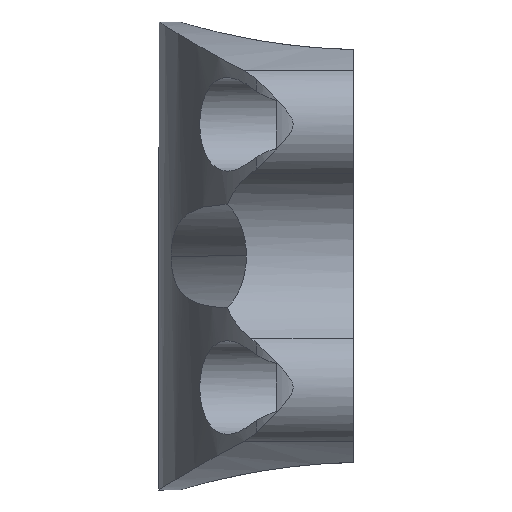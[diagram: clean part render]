
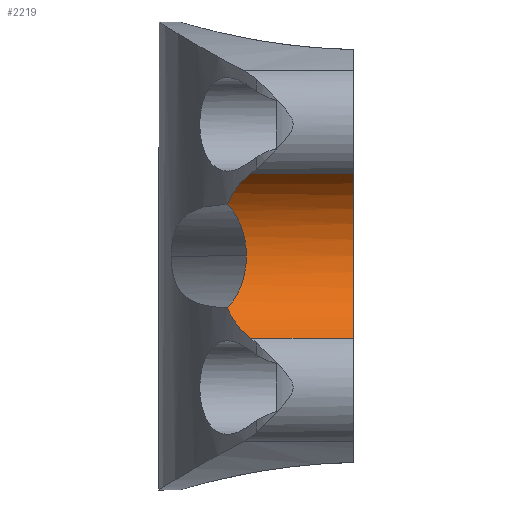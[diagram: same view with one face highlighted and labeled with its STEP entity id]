
A CAD part, left-side view. The second image highlights one B-rep face of the part: STEP entity #2219.
In plain terms, the highlighted cylindrical face has radius 9.161 mm (diameter 18.321 mm), a partial arc.
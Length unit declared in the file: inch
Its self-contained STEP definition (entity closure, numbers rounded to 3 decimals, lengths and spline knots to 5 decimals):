
#31 = CARTESIAN_POINT ( 'NONE',  ( -0.93992, 0.03937, -0.6675 ) ) ;
#104 = CARTESIAN_POINT ( 'NONE',  ( -0.82403, 0.5118, -0.78148 ) ) ;
#115 = EDGE_CURVE ( 'NONE', #1385, #2350, #1169, .T. ) ;
#127 = CARTESIAN_POINT ( 'NONE',  ( -0.7865, 0.46033, -1.0902 ) ) ;
#258 = ORIENTED_EDGE ( 'NONE', *, *, #1277, .F. ) ;
#259 = CARTESIAN_POINT ( 'NONE',  ( -0.83972, 0.50101, -0.7568 ) ) ;
#276 = CARTESIAN_POINT ( 'NONE',  ( -0.81654, 0.4999, -0.79365 ) ) ;
#316 = CARTESIAN_POINT ( 'NONE',  ( -0.77053, 0.44236, -1.02086 ) ) ;
#317 = CYLINDRICAL_SURFACE ( 'NONE', #742, 0.36066 ) ;
#330 = CARTESIAN_POINT ( 'NONE',  ( -0.91819, 0.44166, -1.26919 ) ) ;
#348 = VERTEX_POINT ( 'NONE', #478 ) ;
#391 = CARTESIAN_POINT ( 'NONE',  ( -0.93992, 0.42327, -0.6675 ) ) ;
#452 = CARTESIAN_POINT ( 'NONE',  ( -0.76772, 0.43935, -0.97494 ) ) ;
#466 = CARTESIAN_POINT ( 'NONE',  ( -0.80924, 0.4893, -0.80682 ) ) ;
#469 = VERTEX_POINT ( 'NONE', #1078 ) ;
#472 = CARTESIAN_POINT ( 'NONE',  ( -0.89732, 0.45824, -0.69671 ) ) ;
#473 = B_SPLINE_CURVE_WITH_KNOTS ( 'NONE', 3,
 ( #1980, #259, #864, #472, #2149, #1232 ),
 .UNSPECIFIED., .F., .F.,
 ( 4, 2, 4 ),
 ( 0.01527, 0.01763, 0.01998 ),
 .UNSPECIFIED. ) ;
#478 = CARTESIAN_POINT ( 'NONE',  ( -0.76772, 0.43935, -0.97494 ) ) ;
#503 = FACE_OUTER_BOUND ( 'NONE', #2064, .T. ) ;
#509 = CARTESIAN_POINT ( 'NONE',  ( -0.82395, 0.51186, -1.1684 ) ) ;
#511 = CARTESIAN_POINT ( 'NONE',  ( -0.81651, 0.50002, -1.15631 ) ) ;
#522 = CARTESIAN_POINT ( 'NONE',  ( -0.78938, 0.46375, -1.0984 ) ) ;
#548 = ORIENTED_EDGE ( 'NONE', *, *, #115, .F. ) ;
#564 = CARTESIAN_POINT ( 'NONE',  ( -0.93992, 0.76772, -1.2825 ) ) ;
#571 = B_SPLINE_CURVE_WITH_KNOTS ( 'NONE', 3,
 ( #2054, #330, #1648, #1082, #741, #2426, #1294, #1486 ),
 .UNSPECIFIED., .F., .F.,
 ( 4, 2, 2, 4 ),
 ( 0., 0.00237, 0.00355, 0.00473 ),
 .UNSPECIFIED. ) ;
#636 = CARTESIAN_POINT ( 'NONE',  ( -0.77054, 0.44234, -0.92907 ) ) ;
#640 = ORIENTED_EDGE ( 'NONE', *, *, #1290, .F. ) ;
#644 = B_SPLINE_CURVE_WITH_KNOTS ( 'NONE', 3,
 ( #452, #2360, #2322, #2143, #636, #2310, #2154, #1204, #1590, #1383, #2334, #1770, #466, #276, #1029, #659 ),
 .UNSPECIFIED., .F., .F.,
 ( 4, 2, 2, 2, 2, 2, 2, 4 ),
 ( 0.00697, 0.00767, 0.00837, 0.00977, 0.01047, 0.01117, 0.01187, 0.01257 ),
 .UNSPECIFIED. ) ;
#659 = CARTESIAN_POINT ( 'NONE',  ( -0.82403, 0.5118, -0.78148 ) ) ;
#698 = CARTESIAN_POINT ( 'NONE',  ( -0.77873, 0.45131, -1.06516 ) ) ;
#734 = CARTESIAN_POINT ( 'NONE',  ( -0.76772, 0.43935, -0.98411 ) ) ;
#735 = DIRECTION ( 'NONE',  ( 0., 0., -1. ) ) ;
#741 = CARTESIAN_POINT ( 'NONE',  ( -0.85823, 0.48761, -1.21437 ) ) ;
#742 = AXIS2_PLACEMENT_3D ( 'NONE', #1069, #1276, #735 ) ;
#789 = CARTESIAN_POINT ( 'NONE',  ( -0.93992, 0.76772, -0.6675 ) ) ;
#790 = ORIENTED_EDGE ( 'NONE', *, *, #866, .F. ) ;
#800 = DIRECTION ( 'NONE',  ( 0., -1., 0. ) ) ;
#844 = EDGE_CURVE ( 'NONE', #1134, #1385, #473, .T. ) ;
#864 = CARTESIAN_POINT ( 'NONE',  ( -0.85777, 0.48816, -0.73499 ) ) ;
#866 = EDGE_CURVE ( 'NONE', #469, #1584, #571, .T. ) ;
#917 = B_SPLINE_CURVE_WITH_KNOTS ( 'NONE', 3,
 ( #1468, #2384, #511, #1628, #1820, #2179, #2207, #522, #127, #698, #2372, #316, #1079, #1615, #734, #1832 ),
 .UNSPECIFIED., .F., .F.,
 ( 4, 2, 2, 2, 2, 2, 2, 4 ),
 ( 0.00139, 0.00209, 0.00278, 0.00348, 0.00418, 0.00558, 0.00628, 0.00697 ),
 .UNSPECIFIED. ) ;
#1017 = VECTOR ( 'NONE', #2066, 39.37008 ) ;
#1029 = CARTESIAN_POINT ( 'NONE',  ( -0.8203, 0.50566, -0.78735 ) ) ;
#1069 = CARTESIAN_POINT ( 'NONE',  ( -1.12837, 0.76772, -0.975 ) ) ;
#1078 = CARTESIAN_POINT ( 'NONE',  ( -0.93992, 0.42327, -1.2825 ) ) ;
#1079 = CARTESIAN_POINT ( 'NONE',  ( -0.76947, 0.44122, -1.01165 ) ) ;
#1082 = CARTESIAN_POINT ( 'NONE',  ( -0.8678, 0.48057, -1.22472 ) ) ;
#1134 = VERTEX_POINT ( 'NONE', #104 ) ;
#1167 = VECTOR ( 'NONE', #800, 39.37008 ) ;
#1169 = LINE ( 'NONE', #789, #1167 ) ;
#1204 = CARTESIAN_POINT ( 'NONE',  ( -0.78654, 0.46031, -0.85967 ) ) ;
#1211 = AXIS2_PLACEMENT_3D ( 'NONE', #1643, #1288, #1253 ) ;
#1232 = CARTESIAN_POINT ( 'NONE',  ( -0.93992, 0.42327, -0.6675 ) ) ;
#1253 = DIRECTION ( 'NONE',  ( 0., 0., 1. ) ) ;
#1276 = DIRECTION ( 'NONE',  ( 0., -1., 0. ) ) ;
#1277 = EDGE_CURVE ( 'NONE', #1584, #348, #917, .T. ) ;
#1288 = DIRECTION ( 'NONE',  ( 0., 1., 0. ) ) ;
#1290 = EDGE_CURVE ( 'NONE', #2350, #1874, #1328, .T. ) ;
#1294 = CARTESIAN_POINT ( 'NONE',  ( -0.83174, 0.50651, -1.18065 ) ) ;
#1328 = CIRCLE ( 'NONE', #1211, 0.36066 ) ;
#1383 = CARTESIAN_POINT ( 'NONE',  ( -0.79558, 0.47127, -0.83573 ) ) ;
#1385 = VERTEX_POINT ( 'NONE', #391 ) ;
#1468 = CARTESIAN_POINT ( 'NONE',  ( -0.82395, 0.51186, -1.1684 ) ) ;
#1486 = CARTESIAN_POINT ( 'NONE',  ( -0.82395, 0.51186, -1.1684 ) ) ;
#1511 = LINE ( 'NONE', #564, #1017 ) ;
#1584 = VERTEX_POINT ( 'NONE', #509 ) ;
#1590 = CARTESIAN_POINT ( 'NONE',  ( -0.78942, 0.46372, -0.85148 ) ) ;
#1592 = ORIENTED_EDGE ( 'NONE', *, *, #844, .F. ) ;
#1615 = CARTESIAN_POINT ( 'NONE',  ( -0.76806, 0.43972, -0.99328 ) ) ;
#1628 = CARTESIAN_POINT ( 'NONE',  ( -0.80917, 0.48934, -1.14304 ) ) ;
#1643 = CARTESIAN_POINT ( 'NONE',  ( -1.12837, 0.03937, -0.975 ) ) ;
#1648 = CARTESIAN_POINT ( 'NONE',  ( -0.89728, 0.45827, -1.25324 ) ) ;
#1746 = ORIENTED_EDGE ( 'NONE', *, *, #2418, .F. ) ;
#1770 = CARTESIAN_POINT ( 'NONE',  ( -0.80568, 0.48442, -0.81373 ) ) ;
#1820 = CARTESIAN_POINT ( 'NONE',  ( -0.8056, 0.48443, -1.1361 ) ) ;
#1832 = CARTESIAN_POINT ( 'NONE',  ( -0.76772, 0.43935, -0.97494 ) ) ;
#1874 = VERTEX_POINT ( 'NONE', #2341 ) ;
#1980 = CARTESIAN_POINT ( 'NONE',  ( -0.82403, 0.5118, -0.78148 ) ) ;
#2014 = EDGE_CURVE ( 'NONE', #469, #1874, #1511, .T. ) ;
#2054 = CARTESIAN_POINT ( 'NONE',  ( -0.93992, 0.42327, -1.2825 ) ) ;
#2064 = EDGE_LOOP ( 'NONE', ( #640, #548, #1592, #1746, #258, #790, #2257 ) ) ;
#2066 = DIRECTION ( 'NONE',  ( 0., -1., 0. ) ) ;
#2143 = CARTESIAN_POINT ( 'NONE',  ( -0.76947, 0.44121, -0.93828 ) ) ;
#2149 = CARTESIAN_POINT ( 'NONE',  ( -0.91826, 0.4416, -0.68077 ) ) ;
#2154 = CARTESIAN_POINT ( 'NONE',  ( -0.77878, 0.45131, -0.88464 ) ) ;
#2179 = CARTESIAN_POINT ( 'NONE',  ( -0.79877, 0.4754, -1.12162 ) ) ;
#2207 = CARTESIAN_POINT ( 'NONE',  ( -0.79551, 0.47128, -1.11408 ) ) ;
#2219 = ADVANCED_FACE ( 'NONE', ( #503 ), #317, .F. ) ;
#2257 = ORIENTED_EDGE ( 'NONE', *, *, #2014, .T. ) ;
#2310 = CARTESIAN_POINT ( 'NONE',  ( -0.77471, 0.44686, -0.90199 ) ) ;
#2322 = CARTESIAN_POINT ( 'NONE',  ( -0.76807, 0.43971, -0.9566 ) ) ;
#2334 = CARTESIAN_POINT ( 'NONE',  ( -0.79885, 0.4754, -0.82819 ) ) ;
#2341 = CARTESIAN_POINT ( 'NONE',  ( -0.93992, 0.03937, -1.2825 ) ) ;
#2350 = VERTEX_POINT ( 'NONE', #31 ) ;
#2360 = CARTESIAN_POINT ( 'NONE',  ( -0.76772, 0.43935, -0.96576 ) ) ;
#2372 = CARTESIAN_POINT ( 'NONE',  ( -0.77468, 0.44686, -1.04782 ) ) ;
#2384 = CARTESIAN_POINT ( 'NONE',  ( -0.82026, 0.50577, -1.16258 ) ) ;
#2418 = EDGE_CURVE ( 'NONE', #348, #1134, #644, .T. ) ;
#2426 = CARTESIAN_POINT ( 'NONE',  ( -0.84017, 0.5006, -1.19229 ) ) ;
